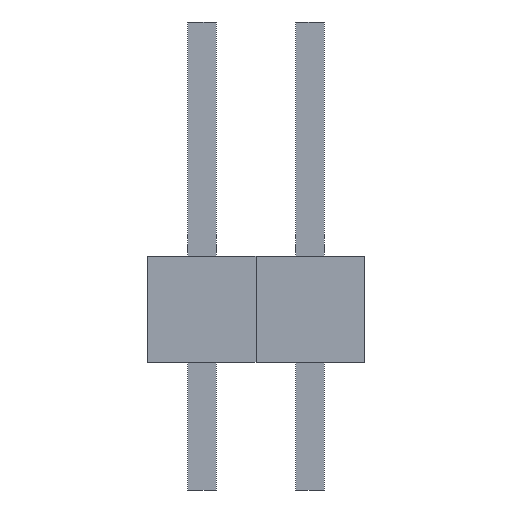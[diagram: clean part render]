
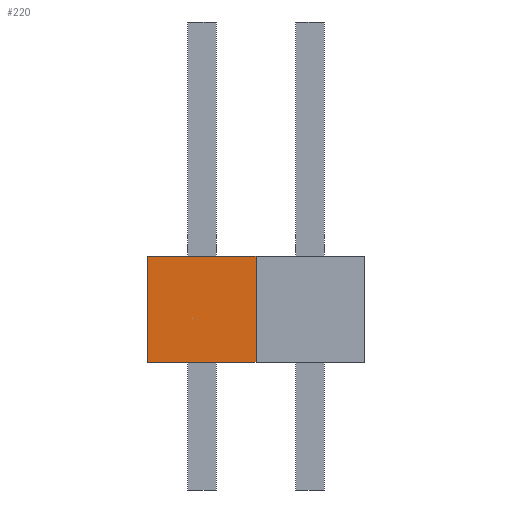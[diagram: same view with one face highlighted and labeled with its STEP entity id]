
A CAD part, front view. The second image highlights one B-rep face of the part: STEP entity #220.
In plain terms, the highlighted planar face has unit normal (0, -1, 0).
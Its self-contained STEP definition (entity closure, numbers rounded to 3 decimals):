
#13=DIRECTION('',(0.,0.,1.));
#14=DIRECTION('',(1.,0.,0.));
#171=EDGE_CURVE('',#172,#174,#176,.T.);
#172=VERTEX_POINT('',#173);
#173=CARTESIAN_POINT('',(-1.27,-1.271,0.));
#174=VERTEX_POINT('',#175);
#175=CARTESIAN_POINT('',(-1.27,-1.271,2.5));
#176=LINE('',#173,#177);
#177=VECTOR('',#13,1.);
#184=DIRECTION('',(0.,1.,0.));
#198=ORIENTED_EDGE('',*,*,#199,.F.);
#199=EDGE_CURVE('',#200,#202,#204,.T.);
#200=VERTEX_POINT('',#201);
#201=CARTESIAN_POINT('',(1.27,-1.271,0.));
#202=VERTEX_POINT('',#203);
#203=CARTESIAN_POINT('',(1.27,-1.271,2.5));
#204=LINE('',#201,#177);
#220=ADVANCED_FACE('',(#221),#231,.F.);
#221=FACE_BOUND('',#222,.F.);
#222=EDGE_LOOP('',(#223,#227,#228,#198));
#223=ORIENTED_EDGE('',*,*,#224,.F.);
#224=EDGE_CURVE('',#172,#200,#225,.T.);
#225=LINE('',#173,#226);
#226=VECTOR('',#14,1.);
#227=ORIENTED_EDGE('',*,*,#171,.T.);
#228=ORIENTED_EDGE('',*,*,#229,.T.);
#229=EDGE_CURVE('',#174,#202,#230,.T.);
#230=LINE('',#175,#226);
#231=PLANE('',#232);
#232=AXIS2_PLACEMENT_3D('',#173,#184,#13);
